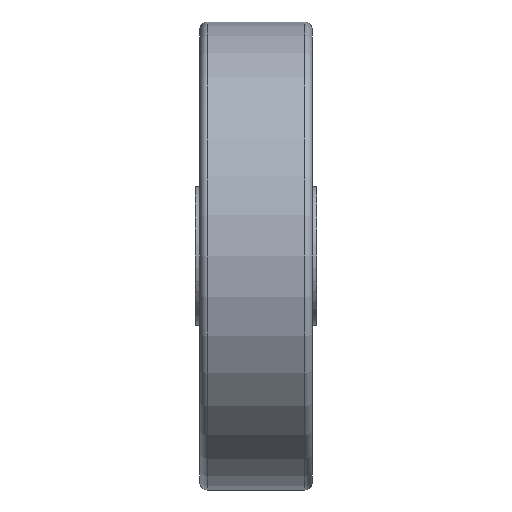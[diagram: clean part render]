
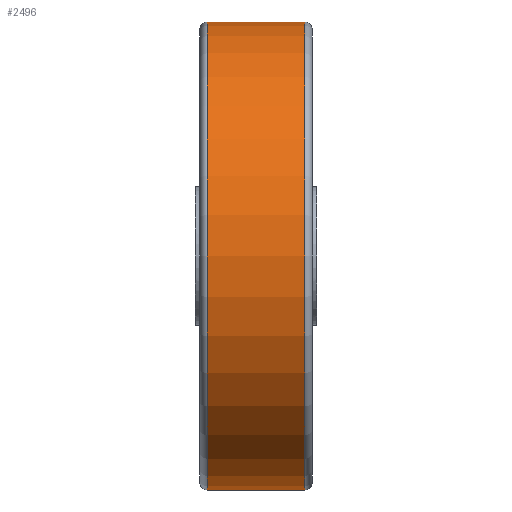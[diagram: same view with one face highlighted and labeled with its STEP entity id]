
A CAD part, front view. The second image highlights one B-rep face of the part: STEP entity #2496.
In plain terms, the highlighted cylindrical face has radius 125 mm (diameter 250 mm), a partial arc.
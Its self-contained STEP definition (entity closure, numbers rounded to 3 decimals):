
#288 = EDGE_CURVE ( 'NONE', #7843, #10638, #1168, .T. ) ;
#805 = CARTESIAN_POINT ( 'NONE',  ( -32.872, 0., 0. ) ) ;
#1168 = LINE ( 'NONE', #5661, #9217 ) ;
#1323 = AXIS2_PLACEMENT_3D ( 'NONE', #1576, #10911, #3316 ) ;
#1334 = FACE_OUTER_BOUND ( 'NONE', #9154, .T. ) ;
#1576 = CARTESIAN_POINT ( 'NONE',  ( -26., 0., 0. ) ) ;
#2062 = AXIS2_PLACEMENT_3D ( 'NONE', #10327, #10277, #9427 ) ;
#2242 = CYLINDRICAL_SURFACE ( 'NONE', #4678, 125. ) ;
#2496 = ADVANCED_FACE ( 'NONE', ( #1334 ), #2242, .T. ) ;
#3316 = DIRECTION ( 'NONE',  ( 0., 0., -1. ) ) ;
#3665 = CARTESIAN_POINT ( 'NONE',  ( 26., 0., -125. ) ) ;
#4203 = DIRECTION ( 'NONE',  ( -1., 0., 0. ) ) ;
#4351 = CARTESIAN_POINT ( 'NONE',  ( -32.872, 0., -125. ) ) ;
#4656 = ORIENTED_EDGE ( 'NONE', *, *, #9183, .F. ) ;
#4678 = AXIS2_PLACEMENT_3D ( 'NONE', #805, #4203, #6724 ) ;
#5165 = ORIENTED_EDGE ( 'NONE', *, *, #8353, .T. ) ;
#5340 = VERTEX_POINT ( 'NONE', #8119 ) ;
#5661 = CARTESIAN_POINT ( 'NONE',  ( -32.872, 0., 125. ) ) ;
#6080 = DIRECTION ( 'NONE',  ( -1., 0., 0. ) ) ;
#6261 = VECTOR ( 'NONE', #6080, 1000. ) ;
#6724 = DIRECTION ( 'NONE',  ( 0., 0., 1. ) ) ;
#6821 = CARTESIAN_POINT ( 'NONE',  ( 26., 0., 125. ) ) ;
#6875 = LINE ( 'NONE', #4351, #6261 ) ;
#7566 = ORIENTED_EDGE ( 'NONE', *, *, #10295, .T. ) ;
#7843 = VERTEX_POINT ( 'NONE', #6821 ) ;
#8119 = CARTESIAN_POINT ( 'NONE',  ( -26., 0., -125. ) ) ;
#8229 = CIRCLE ( 'NONE', #1323, 125. ) ;
#8322 = ORIENTED_EDGE ( 'NONE', *, *, #288, .T. ) ;
#8353 = EDGE_CURVE ( 'NONE', #8483, #7843, #8428, .T. ) ;
#8428 = CIRCLE ( 'NONE', #2062, 125. ) ;
#8483 = VERTEX_POINT ( 'NONE', #3665 ) ;
#9005 = DIRECTION ( 'NONE',  ( -1., 0., 0. ) ) ;
#9095 = CARTESIAN_POINT ( 'NONE',  ( -26., 0., 125. ) ) ;
#9154 = EDGE_LOOP ( 'NONE', ( #4656, #5165, #8322, #7566 ) ) ;
#9183 = EDGE_CURVE ( 'NONE', #8483, #5340, #6875, .T. ) ;
#9217 = VECTOR ( 'NONE', #9005, 1000. ) ;
#9427 = DIRECTION ( 'NONE',  ( 0., 0., 1. ) ) ;
#10277 = DIRECTION ( 'NONE',  ( -1., 0., 0. ) ) ;
#10295 = EDGE_CURVE ( 'NONE', #10638, #5340, #8229, .T. ) ;
#10327 = CARTESIAN_POINT ( 'NONE',  ( 26., 0., 0. ) ) ;
#10638 = VERTEX_POINT ( 'NONE', #9095 ) ;
#10911 = DIRECTION ( 'NONE',  ( 1., 0., 0. ) ) ;
